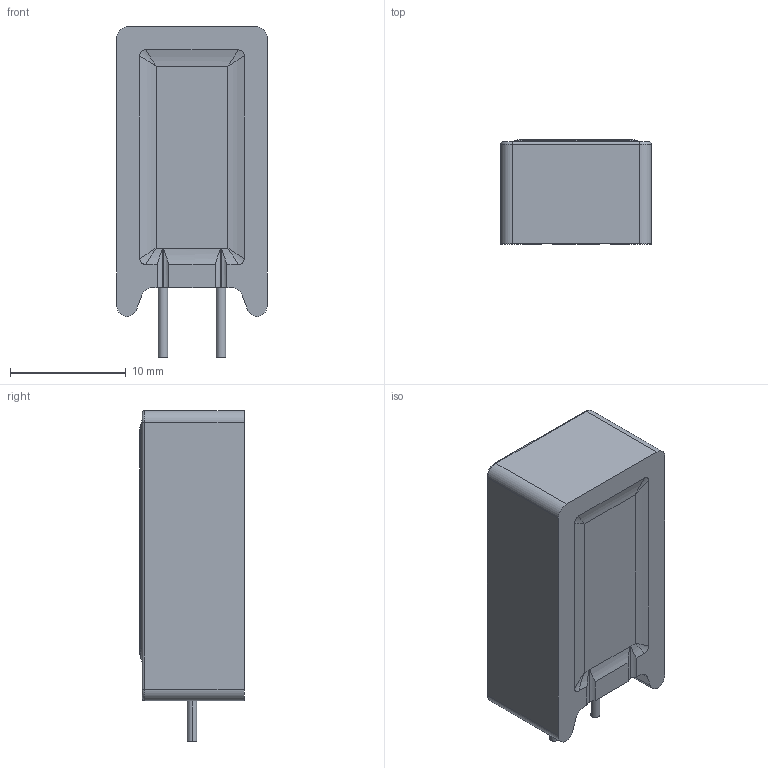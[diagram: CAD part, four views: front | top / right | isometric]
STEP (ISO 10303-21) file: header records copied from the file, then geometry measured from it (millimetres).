
FILE_DESCRIPTION (( 'STEP AP214' ), '1' );
FILE_NAME ('RES-TH_L13.0-W9.0-P5.00-D0.8.STEP', '2024-06-17T06:38:36', ( '' ), ( '' ), 'SwSTEP 2.0', 'SolidWorks 2021', '' );
FILE_SCHEMA (( 'AUTOMOTIVE_DESIGN' ));
Length unit declared in the file: millimetre
Products named in the file (1): RES-TH_L13.0-W9.0-P5.00-D0.8
Bounding box: 13 x 9 x 28.5 mm (x, y, z)
Volume: 2671.7 mm3; surface area: 1307.6 mm2
Topology: 1 solids, 1 shells, 293 faces, 785 edges, 512 vertices
Faces by surface type: plane 139, bspline 102, cylinder 36, torus 16
Entity records: 13374 total; most frequent: CARTESIAN_POINT 3483, ORIENTED_EDGE 1562, DIRECTION 1023, EDGE_CURVE 781, VERTEX_POINT 512, VECTOR 487, LINE 487, EDGE_LOOP 315
